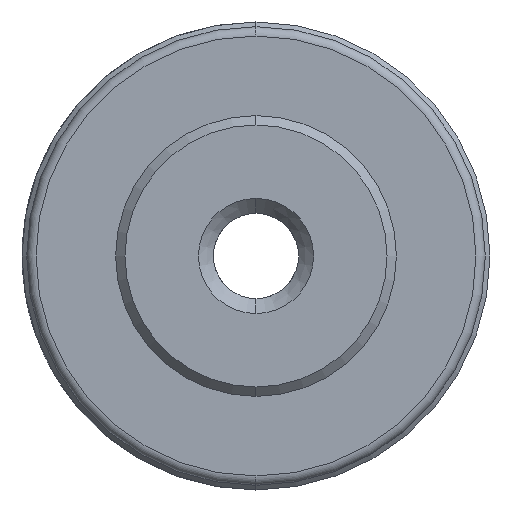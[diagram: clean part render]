
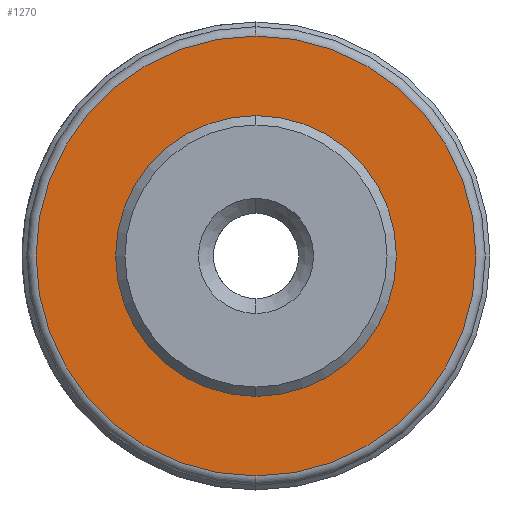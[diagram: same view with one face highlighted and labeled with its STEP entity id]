
A CAD part, left-side view. The second image highlights one B-rep face of the part: STEP entity #1270.
In plain terms, the highlighted planar face has unit normal (-1, 0, 0).
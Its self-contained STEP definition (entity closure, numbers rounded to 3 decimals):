
#83 = EDGE_CURVE ( 'NONE', #522, #922, #863, .T. ) ;
#159 = VERTEX_POINT ( 'NONE', #1434 ) ;
#166 = AXIS2_PLACEMENT_3D ( 'NONE', #441, #319, #1433 ) ;
#243 = ORIENTED_EDGE ( 'NONE', *, *, #862, .F. ) ;
#251 = CARTESIAN_POINT ( 'NONE',  ( -34., 0., 11.75 ) ) ;
#304 = ORIENTED_EDGE ( 'NONE', *, *, #1420, .T. ) ;
#319 = DIRECTION ( 'NONE',  ( 1., 0., 0. ) ) ;
#330 = AXIS2_PLACEMENT_3D ( 'NONE', #531, #639, #643 ) ;
#333 = CARTESIAN_POINT ( 'NONE',  ( -34., 0., 0. ) ) ;
#406 = CARTESIAN_POINT ( 'NONE',  ( -34., 0., 0. ) ) ;
#441 = CARTESIAN_POINT ( 'NONE',  ( -34., 5.308, 0. ) ) ;
#449 = EDGE_LOOP ( 'NONE', ( #1128, #304 ) ) ;
#451 = CARTESIAN_POINT ( 'NONE',  ( -34., 0., 0. ) ) ;
#453 = DIRECTION ( 'NONE',  ( -1., 0., 0. ) ) ;
#498 = CARTESIAN_POINT ( 'NONE',  ( -34., 0., 5.308 ) ) ;
#515 = AXIS2_PLACEMENT_3D ( 'NONE', #333, #453, #572 ) ;
#522 = VERTEX_POINT ( 'NONE', #251 ) ;
#525 = DIRECTION ( 'NONE',  ( 0., 0., 1. ) ) ;
#531 = CARTESIAN_POINT ( 'NONE',  ( -34., 0., 0. ) ) ;
#543 = VERTEX_POINT ( 'NONE', #498 ) ;
#562 = DIRECTION ( 'NONE',  ( 0., 0., 1. ) ) ;
#572 = DIRECTION ( 'NONE',  ( 0., 0., 1. ) ) ;
#616 = CIRCLE ( 'NONE', #515, 5.308 ) ;
#622 = CIRCLE ( 'NONE', #825, 11.75 ) ;
#639 = DIRECTION ( 'NONE',  ( -1., 0., 0. ) ) ;
#643 = DIRECTION ( 'NONE',  ( 0., 0., 1. ) ) ;
#716 = CIRCLE ( 'NONE', #330, 5.308 ) ;
#791 = AXIS2_PLACEMENT_3D ( 'NONE', #451, #1332, #562 ) ;
#795 = FACE_OUTER_BOUND ( 'NONE', #449, .T. ) ;
#802 = EDGE_CURVE ( 'NONE', #543, #159, #716, .T. ) ;
#825 = AXIS2_PLACEMENT_3D ( 'NONE', #406, #1186, #525 ) ;
#862 = EDGE_CURVE ( 'NONE', #159, #543, #616, .T. ) ;
#863 = CIRCLE ( 'NONE', #791, 11.75 ) ;
#903 = EDGE_LOOP ( 'NONE', ( #1090, #243 ) ) ;
#922 = VERTEX_POINT ( 'NONE', #1002 ) ;
#1002 = CARTESIAN_POINT ( 'NONE',  ( -34., 0., -11.75 ) ) ;
#1090 = ORIENTED_EDGE ( 'NONE', *, *, #802, .F. ) ;
#1128 = ORIENTED_EDGE ( 'NONE', *, *, #83, .T. ) ;
#1186 = DIRECTION ( 'NONE',  ( -1., 0., 0. ) ) ;
#1270 = ADVANCED_FACE ( 'NONE', ( #1414, #795 ), #1321, .F. ) ;
#1321 = PLANE ( 'NONE',  #166 ) ;
#1332 = DIRECTION ( 'NONE',  ( -1., 0., 0. ) ) ;
#1414 = FACE_BOUND ( 'NONE', #903, .T. ) ;
#1420 = EDGE_CURVE ( 'NONE', #922, #522, #622, .T. ) ;
#1433 = DIRECTION ( 'NONE',  ( 0., 0., -1. ) ) ;
#1434 = CARTESIAN_POINT ( 'NONE',  ( -34., 0., -5.308 ) ) ;
